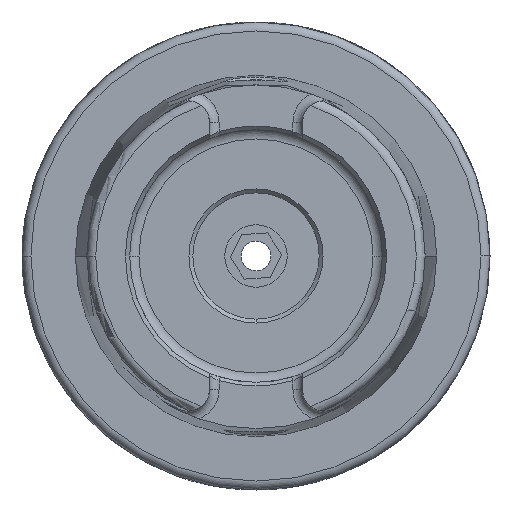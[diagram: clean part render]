
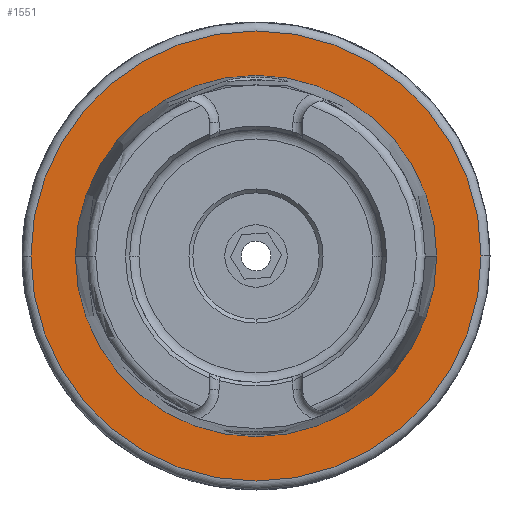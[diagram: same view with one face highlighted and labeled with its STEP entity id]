
A CAD part, left-side view. The second image highlights one B-rep face of the part: STEP entity #1551.
In plain terms, the highlighted planar face has unit normal (-1, 0, 0).
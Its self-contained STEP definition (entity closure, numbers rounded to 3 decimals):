
#117 = DIRECTION ( 'NONE',  ( 0., 1., 0. ) ) ;
#783 = EDGE_CURVE ( 'NONE', #2220, #5830, #2874, .T. ) ;
#897 = AXIS2_PLACEMENT_3D ( 'NONE', #4247, #6709, #4109 ) ;
#1086 = VERTEX_POINT ( 'NONE', #2110 ) ;
#1360 = EDGE_CURVE ( 'NONE', #6346, #1086, #3620, .T. ) ;
#1475 = EDGE_LOOP ( 'NONE', ( #4724, #1837 ) ) ;
#1551 = ADVANCED_FACE ( 'NONE', ( #4110, #6096 ), #4274, .T. ) ;
#1783 = CARTESIAN_POINT ( 'NONE',  ( 0.05, 30.3, 0. ) ) ;
#1837 = ORIENTED_EDGE ( 'NONE', *, *, #1360, .T. ) ;
#2060 = CARTESIAN_POINT ( 'NONE',  ( 0.05, 0., 0. ) ) ;
#2061 = CARTESIAN_POINT ( 'NONE',  ( 0.05, -24.321, 0. ) ) ;
#2110 = CARTESIAN_POINT ( 'NONE',  ( 0.05, 24.321, 0. ) ) ;
#2220 = VERTEX_POINT ( 'NONE', #1783 ) ;
#2311 = DIRECTION ( 'NONE',  ( 0., 1., 0. ) ) ;
#2402 = ORIENTED_EDGE ( 'NONE', *, *, #783, .F. ) ;
#2669 = DIRECTION ( 'NONE',  ( 0., 1., 0. ) ) ;
#2874 = CIRCLE ( 'NONE', #4985, 30.3 ) ;
#3023 = EDGE_LOOP ( 'NONE', ( #2402, #4014 ) ) ;
#3169 = EDGE_CURVE ( 'NONE', #5830, #2220, #6753, .T. ) ;
#3373 = CIRCLE ( 'NONE', #6309, 24.321 ) ;
#3620 = CIRCLE ( 'NONE', #4695, 24.321 ) ;
#3679 = DIRECTION ( 'NONE',  ( 1., 0., 0. ) ) ;
#3721 = DIRECTION ( 'NONE',  ( 1., 0., 0. ) ) ;
#3895 = EDGE_CURVE ( 'NONE', #1086, #6346, #3373, .T. ) ;
#3979 = DIRECTION ( 'NONE',  ( 0., 1., 0. ) ) ;
#4014 = ORIENTED_EDGE ( 'NONE', *, *, #3169, .F. ) ;
#4109 = DIRECTION ( 'NONE',  ( 0., -1., 0. ) ) ;
#4110 = FACE_BOUND ( 'NONE', #1475, .T. ) ;
#4247 = CARTESIAN_POINT ( 'NONE',  ( 0.05, 24.321, 0. ) ) ;
#4274 = PLANE ( 'NONE',  #897 ) ;
#4695 = AXIS2_PLACEMENT_3D ( 'NONE', #6458, #3679, #3979 ) ;
#4724 = ORIENTED_EDGE ( 'NONE', *, *, #3895, .T. ) ;
#4776 = AXIS2_PLACEMENT_3D ( 'NONE', #7372, #3721, #117 ) ;
#4985 = AXIS2_PLACEMENT_3D ( 'NONE', #6611, #5875, #2311 ) ;
#5830 = VERTEX_POINT ( 'NONE', #6988 ) ;
#5875 = DIRECTION ( 'NONE',  ( 1., 0., 0. ) ) ;
#6096 = FACE_OUTER_BOUND ( 'NONE', #3023, .T. ) ;
#6309 = AXIS2_PLACEMENT_3D ( 'NONE', #2060, #6328, #2669 ) ;
#6328 = DIRECTION ( 'NONE',  ( 1., 0., 0. ) ) ;
#6346 = VERTEX_POINT ( 'NONE', #2061 ) ;
#6458 = CARTESIAN_POINT ( 'NONE',  ( 0.05, 0., 0. ) ) ;
#6611 = CARTESIAN_POINT ( 'NONE',  ( 0.05, 0., 0. ) ) ;
#6709 = DIRECTION ( 'NONE',  ( -1., 0., 0. ) ) ;
#6753 = CIRCLE ( 'NONE', #4776, 30.3 ) ;
#6988 = CARTESIAN_POINT ( 'NONE',  ( 0.05, -30.3, 0. ) ) ;
#7372 = CARTESIAN_POINT ( 'NONE',  ( 0.05, 0., 0. ) ) ;
